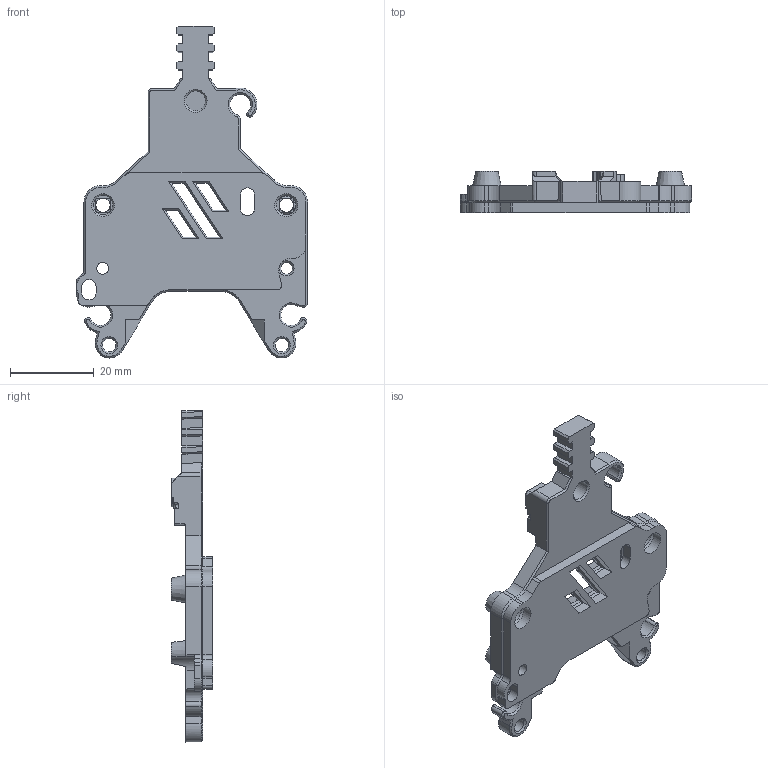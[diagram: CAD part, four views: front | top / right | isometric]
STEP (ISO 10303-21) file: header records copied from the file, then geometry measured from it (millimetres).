
FILE_DESCRIPTION(/* description */ ('','CAx-IF Rec.Pracs.---Representation and Presentation of Product Manufacturing Information (PMI)---4.0---2014-10-13'),/* implementation_level */ '2;1');
FILE_NAME(/* name */ 'PCBMount.step',/* time_stamp */ '2025-01-17T20:52:50-07:00',/* author */ (''),/* organization */ (''),/* preprocessor_version */ 'ST-DEVELOPER v20',/* originating_system */ 'Autodesk Translation Framework v13.20.0.188',/* authorisation */ '');
FILE_SCHEMA (('AP242_MANAGED_MODEL_BASED_3D_ENGINEERING_MIM_LF { 1 0 10303 442 1 1 4 }'));
Length unit declared in the file: millimetre
Products named in the file (4): PCB36_Mounts; Orbiter2; OB2_Spacer; PCBMount
Assembly tree (3 placements, depth 3):
  PCB36_Mounts
    Orbiter2
      OB2_Spacer
    PCBMount
Bounding box: 55.34 x 9.89 x 79.46 mm (x, y, z)
Volume: 12021.2 mm3; surface area: 10388.9 mm2
Topology: 2 solids, 2 shells, 440 faces, 1208 edges, 779 vertices
Faces by surface type: plane 257, cylinder 114, cone 48, bspline 13, torus 8
Full cylindrical faces by diameter (mm): 2.8 x3, 3 x2, 3.2 x2, 3.4 x2, 4.7 x3, 5.5 x2
Entity records: 14971 total; most frequent: CARTESIAN_POINT 3472, ORIENTED_EDGE 2416, DIRECTION 2322, EDGE_CURVE 1208, AXIS2_PLACEMENT_3D 782, VERTEX_POINT 779, LINE 758, VECTOR 758
